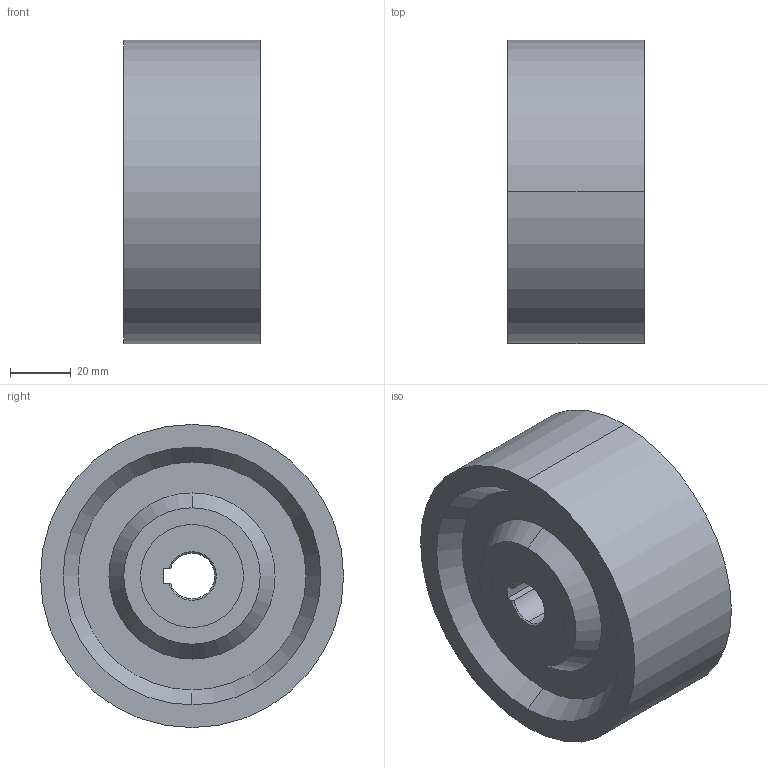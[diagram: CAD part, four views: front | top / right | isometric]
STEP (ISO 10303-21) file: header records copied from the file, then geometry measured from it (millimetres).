
FILE_DESCRIPTION (( 'STEP AP214' ), '1' );
FILE_NAME ('Roda_COMBAT-100x45D15-STEP.STEP', '2020-03-20T19:38:57', ( '' ), ( '' ), 'SwSTEP 2.0', 'SolidWorks 2013', '' );
FILE_SCHEMA (( 'AUTOMOTIVE_DESIGN' ));
Length unit declared in the file: millimetre
Products named in the file (3): Roda-rp4; Cubo_RP4_D15_Predeterminada; Roda_COMBAT-100x45D15-STEP
Assembly tree (2 placements, depth 2):
  Roda_COMBAT-100x45D15-STEP
    Cubo_RP4_D15_Predeterminada
    Roda-rp4
Bounding box: 45 x 100 x 100 mm (x, y, z)
Volume: 302544.2 mm3; surface area: 43334.4 mm2
Topology: 2 solids, 2 shells, 793 faces, 2139 edges, 1418 vertices
Faces by surface type: plane 441, bspline 302, cylinder 28, cone 22
Entity records: 37091 total; most frequent: CARTESIAN_POINT 18657, ORIENTED_EDGE 4278, DIRECTION 2597, EDGE_CURVE 2139, LINE 1457, VECTOR 1457, VERTEX_POINT 1418, EDGE_LOOP 865
